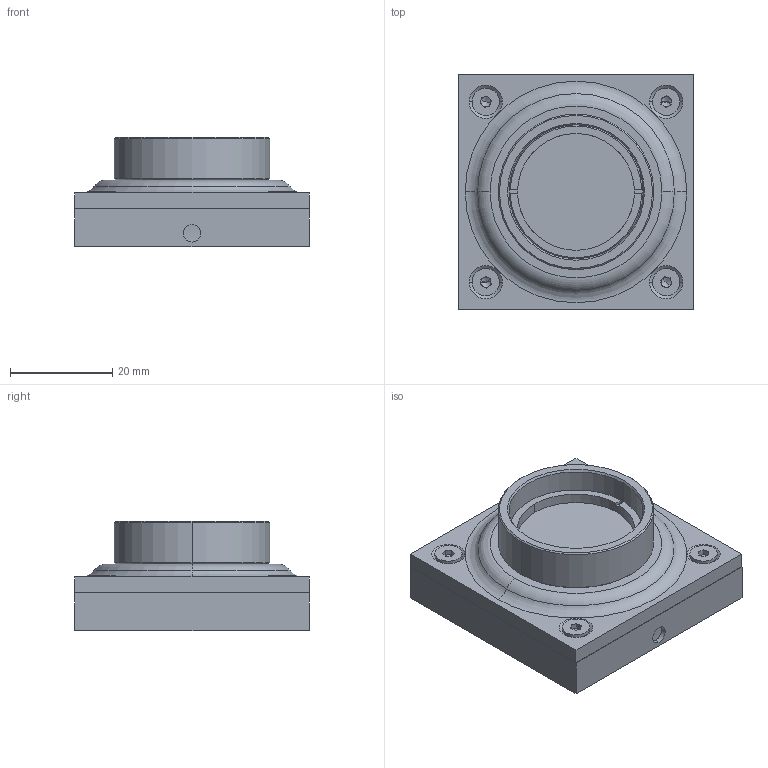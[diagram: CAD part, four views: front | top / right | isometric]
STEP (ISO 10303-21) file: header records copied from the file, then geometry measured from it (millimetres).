
FILE_DESCRIPTION (( 'STEP AP214' ), '1' );
FILE_NAME ('UPF10P-2S-H5-L.STEP', '2018-08-08T17:48:00', ( '' ), ( '' ), 'SwSTEP 2.0', 'SolidWorks 2016', '' );
FILE_SCHEMA (( 'AUTOMOTIVE_DESIGN' ));
Length unit declared in the file: millimetre
Products named in the file (1): UPF10P-2S-H5-L
Bounding box: 46 x 46 x 21.38 mm (x, y, z)
Surface area: 10851 mm2 (no closed solid volume)
Topology: 0 solids, 9 shells, 137 faces, 377 edges, 244 vertices
Faces by surface type: plane 69, cone 37, cylinder 27, torus 4
Entity records: 5942 total; most frequent: CARTESIAN_POINT 863, DIRECTION 803, ORIENTED_EDGE 649, EDGE_CURVE 369, AXIS2_PLACEMENT_3D 304, VERTEX_POINT 244, VECTOR 195, LINE 195
